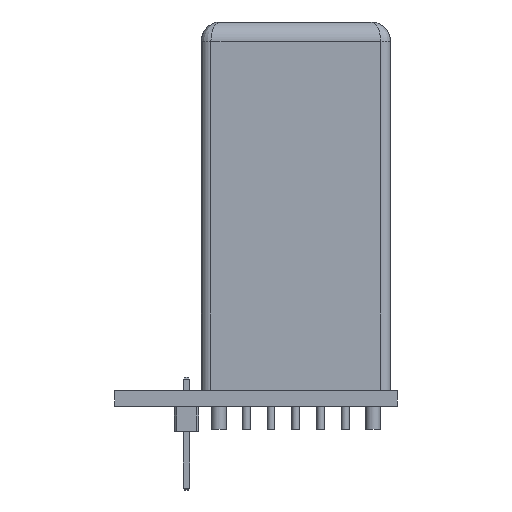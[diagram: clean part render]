
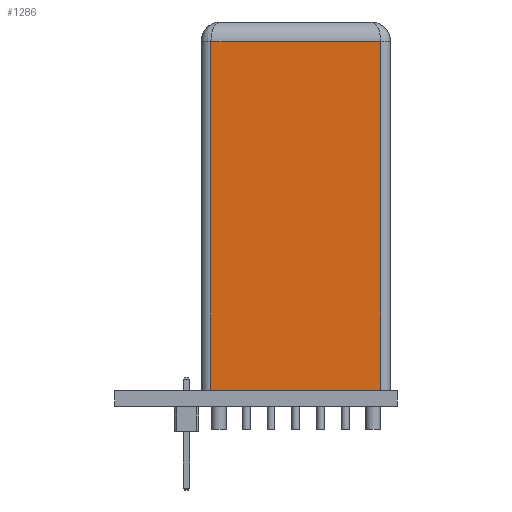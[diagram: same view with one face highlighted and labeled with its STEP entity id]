
A CAD part, left-side view. The second image highlights one B-rep face of the part: STEP entity #1286.
In plain terms, the highlighted planar face has unit normal (-1, 0, 0).
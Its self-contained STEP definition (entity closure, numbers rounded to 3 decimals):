
#1286 = ADVANCED_FACE('',(#1287),#1321,.F.);
#1287 = FACE_BOUND('',#1288,.T.);
#1288 = EDGE_LOOP('',(#1289,#1299,#1307,#1315));
#1289 = ORIENTED_EDGE('',*,*,#1290,.T.);
#1290 = EDGE_CURVE('',#1291,#1293,#1295,.T.);
#1291 = VERTEX_POINT('',#1292);
#1292 = CARTESIAN_POINT('',(-3.25,0.,13.78));
#1293 = VERTEX_POINT('',#1294);
#1294 = CARTESIAN_POINT('',(-3.25,35.75,13.78));
#1295 = LINE('',#1296,#1297);
#1296 = CARTESIAN_POINT('',(-3.25,37.75,13.78));
#1297 = VECTOR('',#1298,1.);
#1298 = DIRECTION('',(-0.,1.,-0.));
#1299 = ORIENTED_EDGE('',*,*,#1300,.T.);
#1300 = EDGE_CURVE('',#1293,#1301,#1303,.T.);
#1301 = VERTEX_POINT('',#1302);
#1302 = CARTESIAN_POINT('',(-3.25,35.75,-3.62));
#1303 = LINE('',#1304,#1305);
#1304 = CARTESIAN_POINT('',(-3.25,35.75,-3.62));
#1305 = VECTOR('',#1306,1.);
#1306 = DIRECTION('',(0.,-0.,-1.));
#1307 = ORIENTED_EDGE('',*,*,#1308,.T.);
#1308 = EDGE_CURVE('',#1301,#1309,#1311,.T.);
#1309 = VERTEX_POINT('',#1310);
#1310 = CARTESIAN_POINT('',(-3.25,0.,-3.62));
#1311 = LINE('',#1312,#1313);
#1312 = CARTESIAN_POINT('',(-3.25,0.,-3.62));
#1313 = VECTOR('',#1314,1.);
#1314 = DIRECTION('',(0.,-1.,0.));
#1315 = ORIENTED_EDGE('',*,*,#1316,.T.);
#1316 = EDGE_CURVE('',#1309,#1291,#1317,.T.);
#1317 = LINE('',#1318,#1319);
#1318 = CARTESIAN_POINT('',(-3.25,0.,0.));
#1319 = VECTOR('',#1320,1.);
#1320 = DIRECTION('',(0.,0.,1.));
#1321 = PLANE('',#1322);
#1322 = AXIS2_PLACEMENT_3D('',#1323,#1324,#1325);
#1323 = CARTESIAN_POINT('',(-3.25,37.75,0.));
#1324 = DIRECTION('',(1.,0.,0.));
#1325 = DIRECTION('',(0.,0.,-1.));
